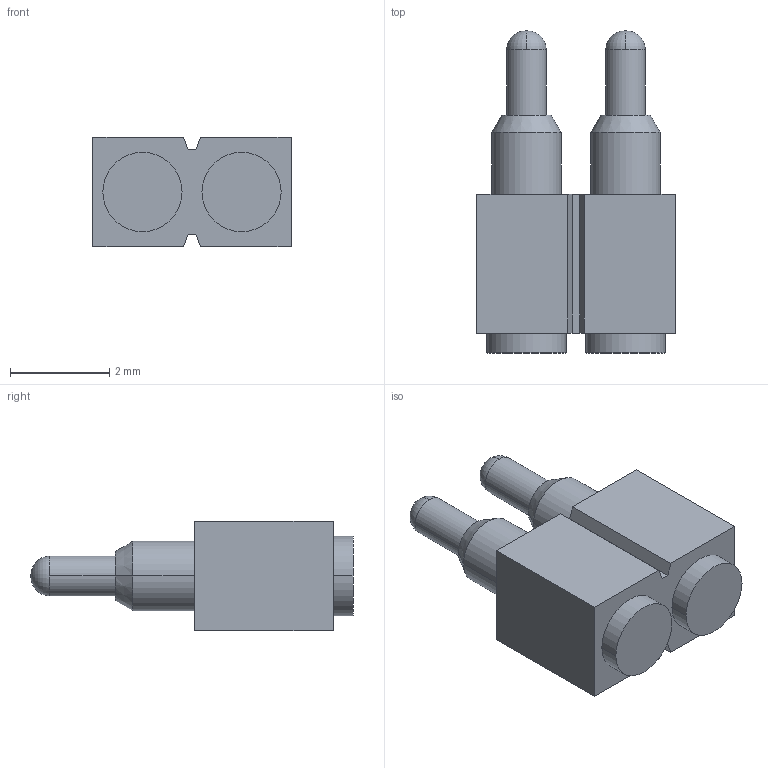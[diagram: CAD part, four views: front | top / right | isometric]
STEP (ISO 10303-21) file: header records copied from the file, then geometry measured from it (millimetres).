
FILE_DESCRIPTION(('STEP AP214'),'1');
FILE_NAME('slc_connector_821-s1-002-30-015101.stp','2016-08-14T23:12:50',('TraceParts'),('TraceParts S.A.'),'Spatial InterOp 3D',' ',' ');
FILE_SCHEMA(('automotive_design'));
Length unit declared in the file: millimetre
Products named in the file (3): slc_connector_821-s1-002-30-015101_1; slc_connector_821-s1-002-30-015101_2; slc_connector_821-s1-002-30-015101_3
Bounding box: 4 x 6.5 x 2.2 mm (x, y, z)
Volume: 29.8 mm3; surface area: 98.2 mm2
Topology: 3 solids, 3 shells, 68 faces, 146 edges, 94 vertices
Faces by surface type: plane 28, cylinder 24, cone 12, torus 4
Entity records: 2454 total; most frequent: DIRECTION 362, CARTESIAN_POINT 311, ORIENTED_EDGE 292, EDGE_CURVE 146, AXIS2_PLACEMENT_3D 145, VERTEX_POINT 94, EDGE_LOOP 78, CIRCLE 74
